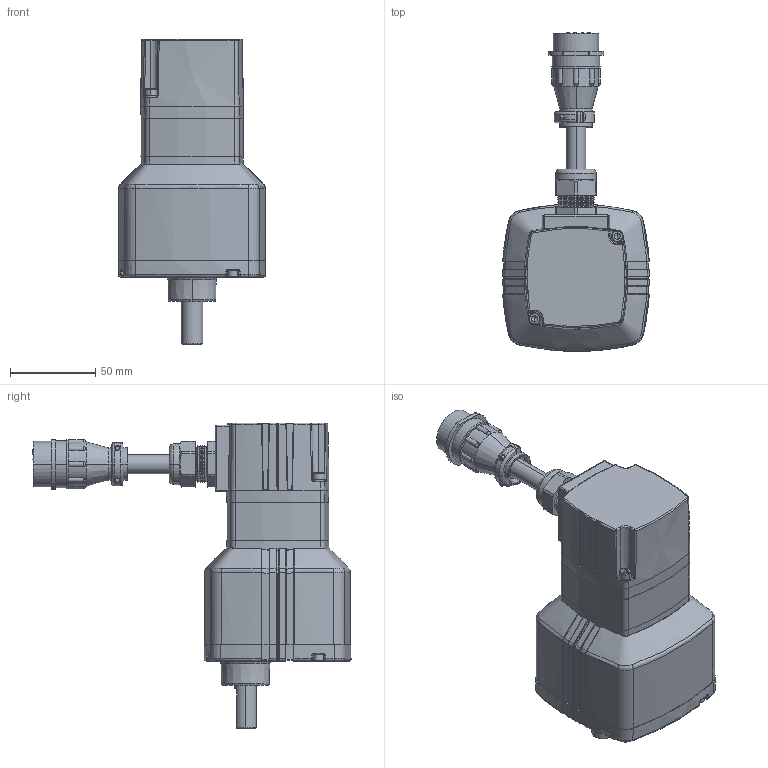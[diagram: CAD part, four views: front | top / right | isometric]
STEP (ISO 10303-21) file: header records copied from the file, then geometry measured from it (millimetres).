
FILE_DESCRIPTION (( 'STEP AP203' ), '1' );
FILE_NAME ('INFM0216.STEP', '2018-05-30T06:29:40', ( '' ), ( '' ), 'SwSTEP 2.0', 'SolidWorks 2017', '' );
FILE_SCHEMA (( 'CONFIG_CONTROL_DESIGN' ));
Length unit declared in the file: inch
Products named in the file (11): 54100145_54100145; 118AZ008_118AZ008; 57300029_57300029; 491AZ018_491AZ018; 51600012_51600012; 328AZ078_328AZ078; 54100151_54100151; 342AZ016_342AZ016; INFM0216; 332AZ018_332AZ018; 238AZ008_238AZ008
Assembly tree (15 placements, depth 2):
  INFM0216
    328AZ078_328AZ078
    342AZ016_342AZ016
    332AZ018_332AZ018
    238AZ008_238AZ008
    54100145_54100145  x4
    118AZ008_118AZ008
    57300029_57300029
    491AZ018_491AZ018
    51600012_51600012  x2
    54100151_54100151  x2
Bounding box: 86.5 x 186.52 x 178.99 mm (x, y, z)
Volume: 746847.6 mm3; surface area: 104094.8 mm2
Topology: 17 solids, 17 shells, 1540 faces, 3712 edges, 2255 vertices
Faces by surface type: plane 453, cylinder 375, bspline 339, cone 203, torus 130, sphere 40
Entity records: 51801 total; most frequent: CARTESIAN_POINT 19578, ORIENTED_EDGE 6808, DIRECTION 6117, EDGE_CURVE 3404, AXIS2_PLACEMENT_3D 2464, VERTEX_POINT 2089, EDGE_LOOP 1491, FACE_OUTER_BOUND 1402
